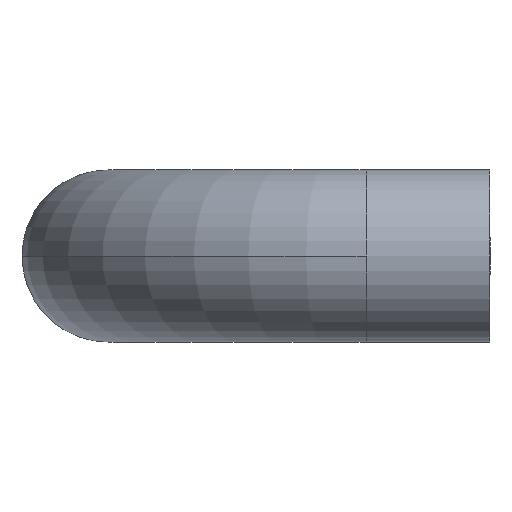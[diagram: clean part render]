
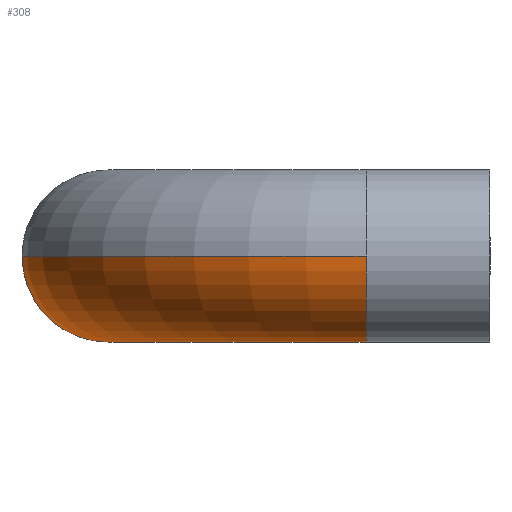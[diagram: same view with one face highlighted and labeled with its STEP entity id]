
A CAD part, left-side view. The second image highlights one B-rep face of the part: STEP entity #308.
In plain terms, the highlighted toroidal (fillet/blend) face has major radius 37.5 mm and minor radius 12.5 mm.
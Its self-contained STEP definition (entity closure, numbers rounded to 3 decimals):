
#29 = CARTESIAN_POINT ( 'NONE',  ( -112.5, 18., 0. ) ) ;
#33 = DIRECTION ( 'NONE',  ( 0., 0., -1. ) ) ;
#34 = DIRECTION ( 'NONE',  ( -1., 0., 0. ) ) ;
#136 = CARTESIAN_POINT ( 'NONE',  ( -112.5, 55.5, 0. ) ) ;
#137 = DIRECTION ( 'NONE',  ( 1., 0., 0. ) ) ;
#138 = DIRECTION ( 'NONE',  ( 0., 0., 1. ) ) ;
#190 = ORIENTED_EDGE ( 'NONE', *, *, #324, .F. ) ;
#194 = ORIENTED_EDGE ( 'NONE', *, *, #479, .T. ) ;
#236 = FACE_OUTER_BOUND ( 'NONE', #1116, .T. ) ;
#306 = EDGE_CURVE ( 'NONE', #745, #743, #459, .T. ) ;
#308 = ADVANCED_FACE ( 'NONE', ( #236 ), #446, .T. ) ;
#324 = EDGE_CURVE ( 'NONE', #742, #744, #407, .T. ) ;
#366 = ORIENTED_EDGE ( 'NONE', *, *, #488, .T. ) ;
#377 = ORIENTED_EDGE ( 'NONE', *, *, #306, .T. ) ;
#380 = ORIENTED_EDGE ( 'NONE', *, *, #410, .F. ) ;
#407 = CIRCLE ( 'NONE', #980, 25. ) ;
#410 = EDGE_CURVE ( 'NONE', #744, #743, #478, .T. ) ;
#446 = TOROIDAL_SURFACE ( 'NONE', #1220, 37.5, 12.5 ) ;
#459 = CIRCLE ( 'NONE', #1221, 50. ) ;
#478 = CIRCLE ( 'NONE', #1242, 12.5 ) ;
#479 = EDGE_CURVE ( 'NONE', #741, #745, #503, .T. ) ;
#488 = EDGE_CURVE ( 'NONE', #742, #741, #499, .T. ) ;
#499 = CIRCLE ( 'NONE', #798, 12.5 ) ;
#503 = CIRCLE ( 'NONE', #781, 12.5 ) ;
#591 = CARTESIAN_POINT ( 'NONE',  ( -150., 18., -12.5 ) ) ;
#592 = CARTESIAN_POINT ( 'NONE',  ( -137.5, 18., 0. ) ) ;
#593 = CARTESIAN_POINT ( 'NONE',  ( -112.5, 68., 0. ) ) ;
#594 = CARTESIAN_POINT ( 'NONE',  ( -112.5, 43., 0. ) ) ;
#595 = CARTESIAN_POINT ( 'NONE',  ( -162.5, 18., 0. ) ) ;
#666 = CARTESIAN_POINT ( 'NONE',  ( -150., 18., 0. ) ) ;
#667 = DIRECTION ( 'NONE',  ( 0., 1., 0. ) ) ;
#668 = DIRECTION ( 'NONE',  ( 0., 0., 1. ) ) ;
#741 = VERTEX_POINT ( 'NONE', #591 ) ;
#742 = VERTEX_POINT ( 'NONE', #592 ) ;
#743 = VERTEX_POINT ( 'NONE', #593 ) ;
#744 = VERTEX_POINT ( 'NONE', #594 ) ;
#745 = VERTEX_POINT ( 'NONE', #595 ) ;
#781 = AXIS2_PLACEMENT_3D ( 'NONE', #1088, #1089, #1090 ) ;
#798 = AXIS2_PLACEMENT_3D ( 'NONE', #666, #667, #668 ) ;
#874 = CARTESIAN_POINT ( 'NONE',  ( -112.5, 18., 0. ) ) ;
#878 = DIRECTION ( 'NONE',  ( 0., 0., -1. ) ) ;
#879 = DIRECTION ( 'NONE',  ( -1., 0., 0. ) ) ;
#883 = CARTESIAN_POINT ( 'NONE',  ( -112.5, 18., 0. ) ) ;
#884 = DIRECTION ( 'NONE',  ( 0., 0., -1. ) ) ;
#885 = DIRECTION ( 'NONE',  ( -1., 0., 0. ) ) ;
#980 = AXIS2_PLACEMENT_3D ( 'NONE', #29, #33, #34 ) ;
#1088 = CARTESIAN_POINT ( 'NONE',  ( -150., 18., 0. ) ) ;
#1089 = DIRECTION ( 'NONE',  ( 0., 1., 0. ) ) ;
#1090 = DIRECTION ( 'NONE',  ( 0., 0., 1. ) ) ;
#1116 = EDGE_LOOP ( 'NONE', ( #194, #377, #380, #190, #366 ) ) ;
#1220 = AXIS2_PLACEMENT_3D ( 'NONE', #883, #884, #885 ) ;
#1221 = AXIS2_PLACEMENT_3D ( 'NONE', #874, #878, #879 ) ;
#1242 = AXIS2_PLACEMENT_3D ( 'NONE', #136, #137, #138 ) ;
